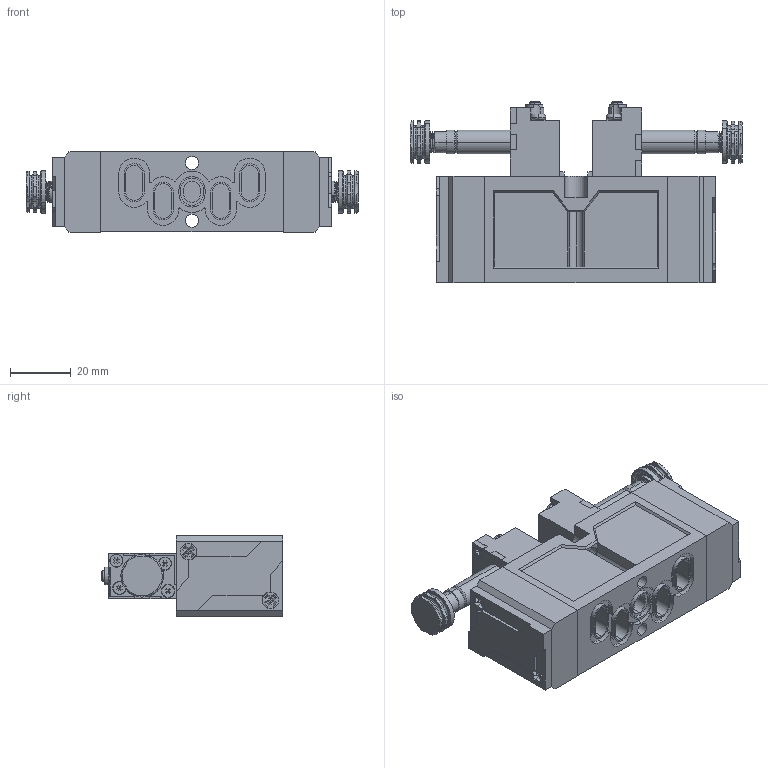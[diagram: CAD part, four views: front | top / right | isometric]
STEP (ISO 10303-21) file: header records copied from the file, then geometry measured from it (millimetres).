
FILE_DESCRIPTION (( 'STEP AP214' ), '1' );
FILE_NAME ('SIV320-IP.STEP', '2019-08-30T02:38:41', ( 'yrd2' ), ( 'Hewlett-Packard Company' ), 'SwSTEP 2.0', 'SolidWorks 2008', '' );
FILE_SCHEMA (( 'AUTOMOTIVE_DESIGN' ));
Length unit declared in the file: millimetre
Products named in the file (6): SIV300 Body; SIV300 Semi_ル遽; SIV300 Semi Cover_ル遽; SIV300 PILOT_ル遽; SF1000 濡旎傘お_ル遽; SIV320-IP
Assembly tree (9 placements, depth 2):
  SIV320-IP
    SIV300 Semi Cover_ル遽  x2
    SF1000 濡旎傘お_ル遽  x2
    SIV300 PILOT_ル遽  x2
    SIV300 Body
    SIV300 Semi_ル遽  x2
Bounding box: 109.3 x 59.7 x 26.5 mm (x, y, z)
Volume: 88115.3 mm3; surface area: 33127.8 mm2
Topology: 17 solids, 17 shells, 984 faces, 2588 edges, 1700 vertices
Faces by surface type: plane 592, cylinder 318, cone 38, torus 32, bspline 4
Entity records: 19004 total; most frequent: CARTESIAN_POINT 4362, ORIENTED_EDGE 3024, DIRECTION 2992, EDGE_CURVE 1512, AXIS2_PLACEMENT_3D 1007, VERTEX_POINT 994, LINE 978, VECTOR 978
